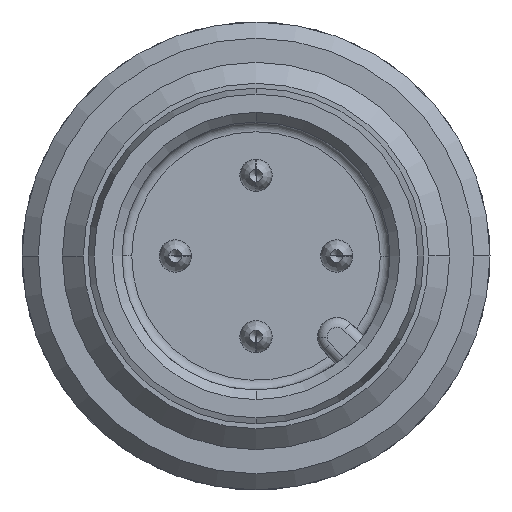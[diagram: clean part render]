
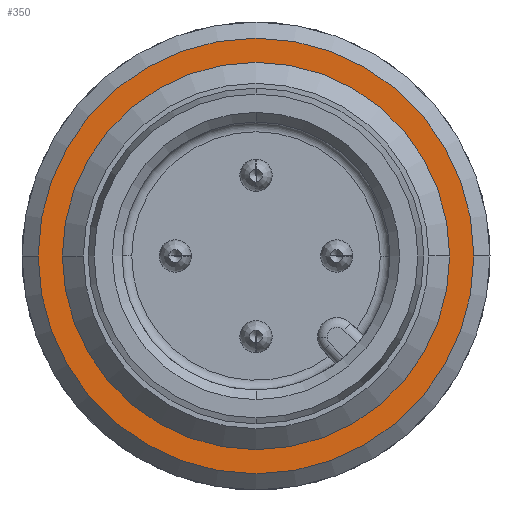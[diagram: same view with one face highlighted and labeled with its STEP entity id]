
A CAD part, left-side view. The second image highlights one B-rep face of the part: STEP entity #350.
In plain terms, the highlighted planar face has unit normal (-1, 0, 0).
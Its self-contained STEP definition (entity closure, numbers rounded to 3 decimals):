
#350=ADVANCED_FACE('',(#728,#729),#730,.F.);
#728=FACE_OUTER_BOUND('',#1368,.T.);
#729=FACE_BOUND('',#1369,.T.);
#730=PLANE('',#1370);
#1368=EDGE_LOOP('',(#2321,#2322));
#1369=EDGE_LOOP('',(#2323,#2324));
#1370=AXIS2_PLACEMENT_3D('',#2325,#2326,#2327);
#2321=ORIENTED_EDGE('',*,*,#2859,.T.);
#2322=ORIENTED_EDGE('',*,*,#2705,.T.);
#2323=ORIENTED_EDGE('',*,*,#2621,.T.);
#2324=ORIENTED_EDGE('',*,*,#2912,.T.);
#2325=CARTESIAN_POINT('',(-151.475,17.224,0.));
#2326=DIRECTION('',(1.0,0.0,0.0));
#2327=DIRECTION('',(0.0,1.0,0.0));
#2621=EDGE_CURVE('',#3097,#3099,#3101,.T.);
#2705=EDGE_CURVE('',#3238,#3236,#3239,.T.);
#2859=EDGE_CURVE('',#3236,#3238,#3454,.T.);
#2912=EDGE_CURVE('',#3099,#3097,#3507,.T.);
#3097=VERTEX_POINT('',#3744);
#3099=VERTEX_POINT('',#3746);
#3101=CIRCLE('',#3748,5.65);
#3236=VERTEX_POINT('',#4013);
#3238=VERTEX_POINT('',#4016);
#3239=CIRCLE('',#4017,6.75);
#3454=CIRCLE('',#4420,6.75);
#3507=CIRCLE('',#4477,5.65);
#3744=CARTESIAN_POINT('',(-151.475,4.324,0.));
#3746=CARTESIAN_POINT('',(-151.475,15.624,0.));
#3748=AXIS2_PLACEMENT_3D('',#4667,#4668,#4669);
#4013=CARTESIAN_POINT('',(-151.475,3.224,0.));
#4016=CARTESIAN_POINT('',(-151.475,16.724,0.));
#4017=AXIS2_PLACEMENT_3D('',#4792,#4793,#4794);
#4420=AXIS2_PLACEMENT_3D('',#5008,#5009,#5010);
#4477=AXIS2_PLACEMENT_3D('',#5078,#5079,#5080);
#4667=CARTESIAN_POINT('',(-151.475,9.974,0.));
#4668=DIRECTION('',(1.0,0.0,0.0));
#4669=DIRECTION('',(0.0,-1.0,0.));
#4792=CARTESIAN_POINT('',(-151.475,9.974,0.));
#4793=DIRECTION('',(-1.0,0.0,0.0));
#4794=DIRECTION('',(0.0,-1.0,0.));
#5008=CARTESIAN_POINT('',(-151.475,9.974,0.));
#5009=DIRECTION('',(-1.0,0.0,0.0));
#5010=DIRECTION('',(0.0,-1.0,0.));
#5078=CARTESIAN_POINT('',(-151.475,9.974,0.));
#5079=DIRECTION('',(1.0,0.0,0.0));
#5080=DIRECTION('',(0.0,-1.0,0.));
